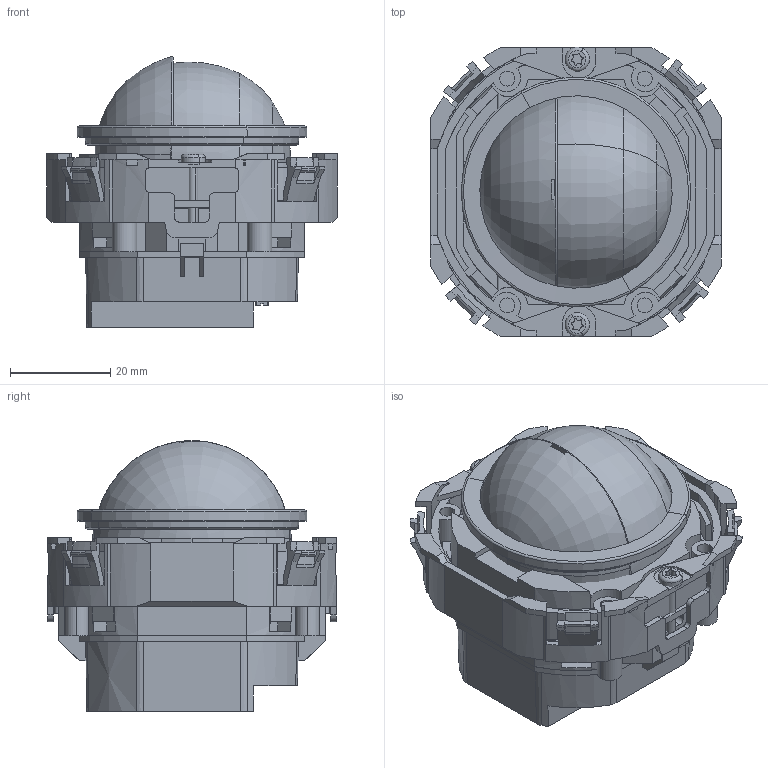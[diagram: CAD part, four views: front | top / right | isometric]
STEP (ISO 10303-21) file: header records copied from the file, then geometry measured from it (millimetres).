
FILE_DESCRIPTION(('',''),'2;1');
FILE_NAME('','',('none'),('none'),'','','none');
FILE_SCHEMA(('AUTOMOTIVE_DESIGN { 1 0 10303 214 1 1 1 1 }'));
Length unit declared in the file: millimetre
Products named in the file (1): EB10431661
Bounding box: 58.04 x 57.94 x 54.11 mm (x, y, z)
Volume: 81453.8 mm3; surface area: 32228.5 mm2
Topology: 16 solids, 16 shells, 947 faces, 2616 edges, 1712 vertices
Faces by surface type: plane 570, cylinder 235, cone 92, torus 28, extrusion 18, revolution 2, sphere 2
Entity records: 28394 total; most frequent: CARTESIAN_POINT 5847, ORIENTED_EDGE 5226, DIRECTION 3664, EDGE_CURVE 2613, VECTOR 1783, LINE 1765, VERTEX_POINT 1712, AXIS2_PLACEMENT_3D 1300
